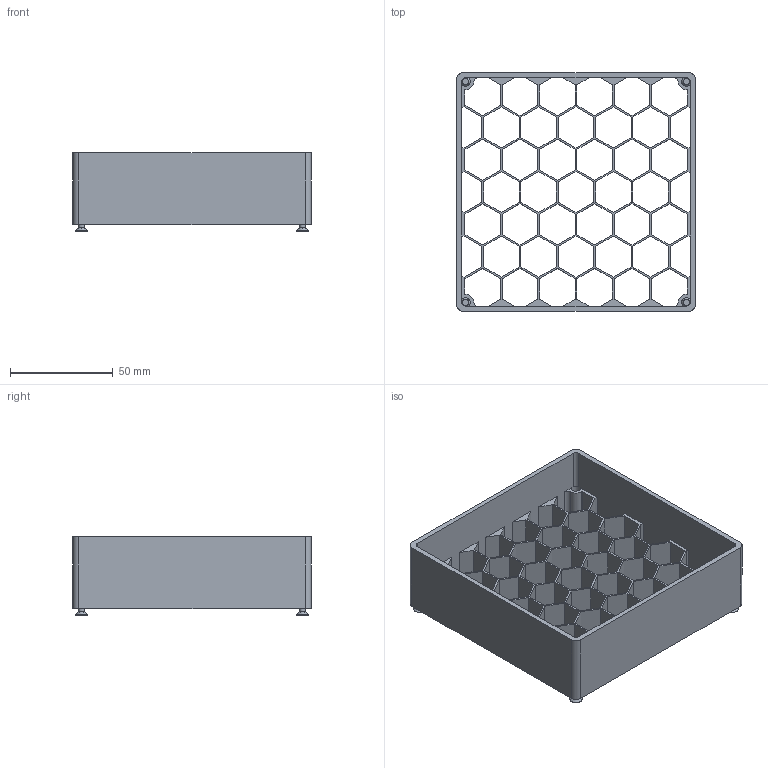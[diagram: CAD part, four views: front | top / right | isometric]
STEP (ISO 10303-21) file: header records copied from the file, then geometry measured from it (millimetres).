
FILE_DESCRIPTION(/* description */ (''),/* implementation_level */ '2;1');
FILE_NAME(/* name */ 'C17-EXT-CARTRIDGE.step',/* time_stamp */ '2022-07-23T16:29:14+02:00',/* author */ (''),/* organization */ (''),/* preprocessor_version */ 'ST-DEVELOPER v19',/* originating_system */ 'Autodesk Translation Framework v11.7.0.108',/* authorisation */ '');
FILE_SCHEMA (('AUTOMOTIVE_DESIGN { 1 0 10303 214 3 1 1 }'));
Length unit declared in the file: millimetre
Products named in the file (3): C17-EXT-CARTRIDGE; 2 - Filter; M3x10 SHCS (1) (1) (1)
Assembly tree (5 placements, depth 2):
  C17-EXT-CARTRIDGE
    2 - Filter
    M3x10 SHCS (1) (1) (1)  x4
Bounding box: 116 x 116 x 38.3 mm (x, y, z)
Volume: 58592.4 mm3; surface area: 70915.5 mm2
Topology: 5 solids, 5 shells, 351 faces, 1054 edges, 700 vertices
Faces by surface type: plane 315, cylinder 28, torus 4, cone 4
Full cylindrical faces by diameter (mm): 2.988 x4, 4.7 x4
Entity records: 10964 total; most frequent: ORIENTED_EDGE 1946, CARTESIAN_POINT 1940, DIRECTION 1678, EDGE_CURVE 973, LINE 910, VECTOR 910, VERTEX_POINT 646, EDGE_LOOP 391
